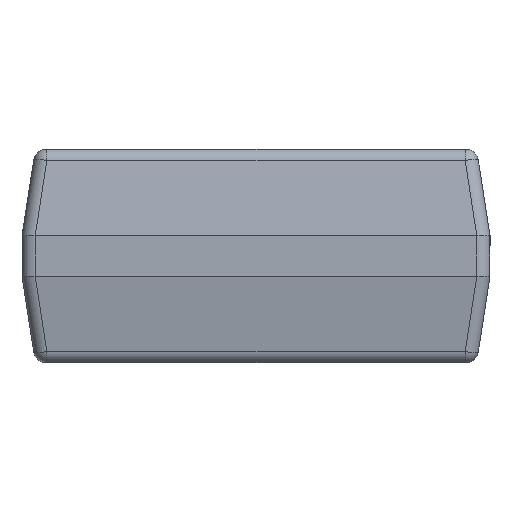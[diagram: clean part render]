
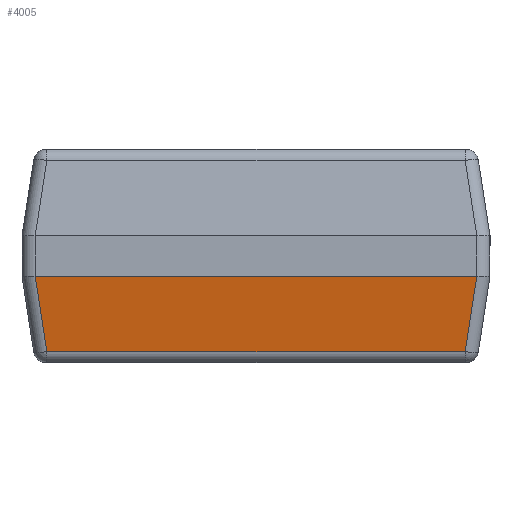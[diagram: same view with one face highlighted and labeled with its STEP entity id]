
A CAD part, front view. The second image highlights one B-rep face of the part: STEP entity #4005.
In plain terms, the highlighted planar face has unit normal (0, -0.988, -0.152).
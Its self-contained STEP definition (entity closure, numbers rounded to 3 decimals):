
#112=ELLIPSE('',#4251,0.745,0.113);
#113=ELLIPSE('',#4252,0.745,0.113);
#292=PLANE('',#4250);
#420=FACE_OUTER_BOUND('',#660,.T.);
#660=EDGE_LOOP('',(#2832,#2833,#2834,#2835,#2836,#2837));
#972=LINE('',#6448,#1365);
#993=LINE('',#6518,#1386);
#994=LINE('',#6520,#1387);
#995=LINE('',#6522,#1388);
#1365=VECTOR('',#4552,1.);
#1386=VECTOR('',#4591,1.);
#1387=VECTOR('',#4592,1.);
#1388=VECTOR('',#4593,1.);
#1842=VERTEX_POINT('',#6446);
#1843=VERTEX_POINT('',#6447);
#1866=VERTEX_POINT('',#6515);
#1867=VERTEX_POINT('',#6517);
#1868=VERTEX_POINT('',#6519);
#1869=VERTEX_POINT('',#6521);
#2221=EDGE_CURVE('',#1842,#1843,#972,.T.);
#2248=EDGE_CURVE('',#1842,#1866,#112,.T.);
#2249=EDGE_CURVE('',#1866,#1867,#993,.T.);
#2250=EDGE_CURVE('',#1867,#1868,#994,.T.);
#2251=EDGE_CURVE('',#1868,#1869,#995,.T.);
#2252=EDGE_CURVE('',#1869,#1843,#113,.T.);
#2832=ORIENTED_EDGE('',*,*,#2221,.F.);
#2833=ORIENTED_EDGE('',*,*,#2248,.T.);
#2834=ORIENTED_EDGE('',*,*,#2249,.T.);
#2835=ORIENTED_EDGE('',*,*,#2250,.T.);
#2836=ORIENTED_EDGE('',*,*,#2251,.T.);
#2837=ORIENTED_EDGE('',*,*,#2252,.T.);
#4005=ADVANCED_FACE('',(#420),#292,.F.);
#4250=AXIS2_PLACEMENT_3D('',#6514,#4587,#4588);
#4251=AXIS2_PLACEMENT_3D('',#6516,#4589,#4590);
#4252=AXIS2_PLACEMENT_3D('',#6523,#4594,#4595);
#4552=DIRECTION('',(1.,0.,0.));
#4587=DIRECTION('center_axis',(0.,0.988,0.152));
#4588=DIRECTION('ref_axis',(1.,0.,0.));
#4589=DIRECTION('center_axis',(0.,-0.988,
-0.152));
#4590=DIRECTION('ref_axis',(0.,0.152,-0.988));
#4591=DIRECTION('',(0.15,0.15,-0.977));
#4592=DIRECTION('',(1.,0.,0.));
#4593=DIRECTION('',(0.15,-0.15,0.977));
#4594=DIRECTION('center_axis',(0.,-0.988,
-0.152));
#4595=DIRECTION('ref_axis',(0.,0.152,-0.988));
#6446=CARTESIAN_POINT('',(1.229,-3.743,0.906));
#6447=CARTESIAN_POINT('',(4.969,-3.743,0.906));
#6448=CARTESIAN_POINT('',(5.082,-3.743,0.906));
#6514=CARTESIAN_POINT('Origin',(5.082,-3.743,0.906));
#6515=CARTESIAN_POINT('',(1.228,-3.743,0.906));
#6516=CARTESIAN_POINT('Origin',(1.229,-3.63,0.169));
#6517=CARTESIAN_POINT('',(1.326,-3.644,0.265));
#6518=CARTESIAN_POINT('',(1.315,-3.656,0.34));
#6519=CARTESIAN_POINT('',(4.872,-3.644,0.265));
#6520=CARTESIAN_POINT('',(4.969,-3.644,0.265));
#6521=CARTESIAN_POINT('',(4.97,-3.743,0.906));
#6522=CARTESIAN_POINT('',(4.973,-3.745,0.922));
#6523=CARTESIAN_POINT('Origin',(4.969,-3.63,0.169));
